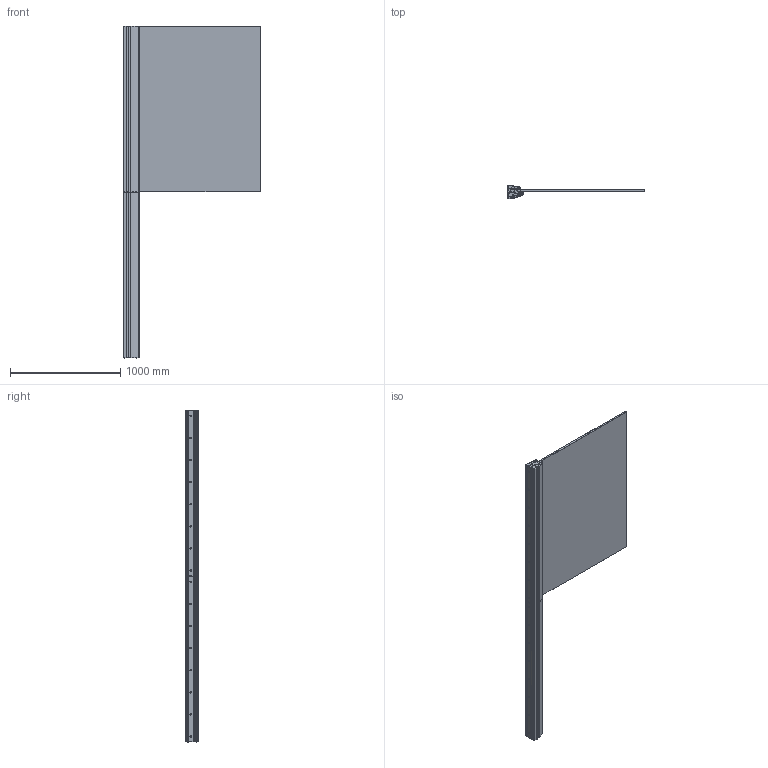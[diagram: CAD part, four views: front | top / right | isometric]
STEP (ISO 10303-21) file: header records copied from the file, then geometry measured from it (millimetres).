
FILE_DESCRIPTION (( 'STEP AP214' ), '1' );
FILE_NAME ('AL_PR7-1500-N-E-SET2.STEP', '2024-07-31T08:31:36', ( '' ), ( '' ), 'SwSTEP 2.0', 'SolidWorks 2019', '' );
FILE_SCHEMA (( 'AUTOMOTIVE_DESIGN' ));
Length unit declared in the file: millimetre
Products named in the file (17): AL_PR7-1500-N-E-SET2; A19_PR7-1; zostava-skrutka-klin_skupina; AL_PR7-1500-N-E; AL_PR7-2-1500-N-E; DIN 934_MATICA M 6; A19_23x24-LED-PVC-Zaklap.difuzor-1500; A19_PR7-3-017-03.0_Default sklo16,76; GS_16,76-120x150-2G_16,76; AL_PR7-4-S-E; DIN 913_SKRUTKA M 6X35; AL_PR7-3-1500-N-E
Assembly tree (37 placements, depth 3):
  AL_PR7-1500-N-E-SET2
    AL_PR7-1500-N-E
    A19_23x24-LED-PVC-Zaklap.difuzor-1500  x2
    A19_PR7-3-017-03.0_Default sklo16,76  x2
    GS_16,76-120x150-2G_16,76
    AL_PR7-3-1500-N-E
    AL_PR7-2-1500-N-E
    AL_PR7-4-S-E  x2
    A19_PR7-1
    DIN 934_MATICA M 6
    DIN 913_SKRUTKA M 6X35
    zostava-skrutka-klin_skupina
      A19_PR7-1
      DIN 934_MATICA M 6
      DIN 913_SKRUTKA M 6X35
    zostava-skrutka-klin_skupina
      A19_PR7-1
      DIN 934_MATICA M 6
      DIN 913_SKRUTKA M 6X35
    zostava-skrutka-klin_skupina
      A19_PR7-1
      DIN 934_MATICA M 6
      DIN 913_SKRUTKA M 6X35
    zostava-skrutka-klin_skupina
      A19_PR7-1
      DIN 934_MATICA M 6
      DIN 913_SKRUTKA M 6X35
    zostava-skrutka-klin_skupina
      A19_PR7-1
      DIN 934_MATICA M 6
      DIN 913_SKRUTKA M 6X35
    zostava-skrutka-klin_skupina
      A19_PR7-1
      DIN 934_MATICA M 6
      DIN 913_SKRUTKA M 6X35
Bounding box: 1238.75 x 113.5 x 3006 mm (x, y, z)
Volume: 49484242.8 mm3; surface area: 16621926.9 mm2
Topology: 36 solids, 36 shells, 6759 faces, 19229 edges, 12486 vertices
Faces by surface type: plane 3876, cylinder 2029, bspline 714, cone 140
Entity records: 159070 total; most frequent: CARTESIAN_POINT 83510, ORIENTED_EDGE 16696, DIRECTION 14784, EDGE_CURVE 8348, VERTEX_POINT 5506, VECTOR 5200, LINE 5200, AXIS2_PLACEMENT_3D 4792
